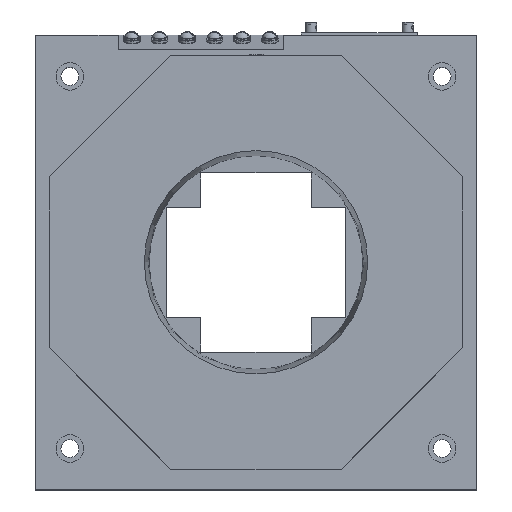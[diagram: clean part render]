
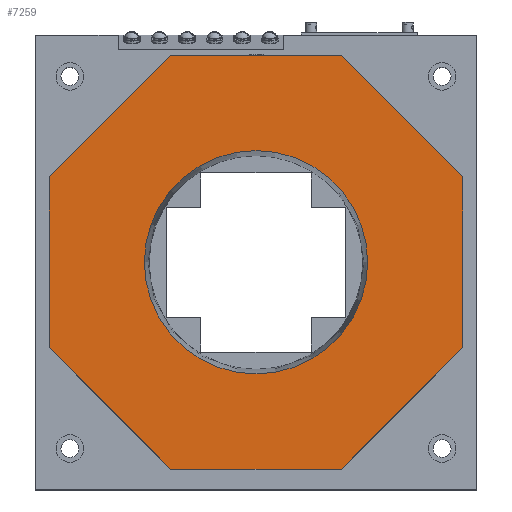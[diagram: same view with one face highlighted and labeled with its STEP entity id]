
A CAD part, top view. The second image highlights one B-rep face of the part: STEP entity #7259.
In plain terms, the highlighted planar face has unit normal (0, 0, 1).
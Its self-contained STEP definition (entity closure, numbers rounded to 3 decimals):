
#7259=ADVANCED_FACE('',(#15227,#15229),#15231,.T.);
#15227=FACE_BOUND('',#15228,.T.);
#15228=EDGE_LOOP('',(#23904,#23905,#23906,#23907,#23908,#23909,#23910,#23911));
#15229=FACE_BOUND('',#15230,.T.);
#15230=EDGE_LOOP('',(#23912));
#15231=PLANE('',#15232);
#15232=AXIS2_PLACEMENT_3D('',#15233,#15234,#15235);
#15233=CARTESIAN_POINT('',(0.,0.,105.));
#15234=DIRECTION('',(0.,0.,1.));
#15235=DIRECTION('',(-1.,0.,0.));
#23904=ORIENTED_EDGE('',*,*,#27663,.T.);
#23905=ORIENTED_EDGE('',*,*,#27716,.T.);
#23906=ORIENTED_EDGE('',*,*,#27714,.T.);
#23907=ORIENTED_EDGE('',*,*,#27712,.T.);
#23908=ORIENTED_EDGE('',*,*,#27710,.T.);
#23909=ORIENTED_EDGE('',*,*,#27708,.T.);
#23910=ORIENTED_EDGE('',*,*,#27667,.T.);
#23911=ORIENTED_EDGE('',*,*,#27665,.T.);
#23912=ORIENTED_EDGE('',*,*,#28729,.T.);
#27663=EDGE_CURVE('',#31476,#31474,#31477,.T.);
#27665=EDGE_CURVE('',#31479,#31476,#31480,.T.);
#27667=EDGE_CURVE('',#31482,#31479,#31483,.T.);
#27708=EDGE_CURVE('',#31563,#31482,#31564,.T.);
#27710=EDGE_CURVE('',#31566,#31563,#31567,.T.);
#27712=EDGE_CURVE('',#31569,#31566,#31570,.T.);
#27714=EDGE_CURVE('',#31572,#31569,#31573,.T.);
#27716=EDGE_CURVE('',#31474,#31572,#31575,.T.);
#28729=EDGE_CURVE('',#33141,#33141,#33142,.F.);
#31474=VERTEX_POINT('',#40223);
#31476=VERTEX_POINT('',#40227);
#31477=LINE('',#40228,#40229);
#31479=VERTEX_POINT('',#40234);
#31480=LINE('',#40235,#40236);
#31482=VERTEX_POINT('',#40241);
#31483=LINE('',#40242,#40243);
#31563=VERTEX_POINT('',#40408);
#31564=LINE('',#40409,#40410);
#31566=VERTEX_POINT('',#40415);
#31567=LINE('',#40416,#40417);
#31569=VERTEX_POINT('',#40422);
#31570=LINE('',#40423,#40424);
#31572=VERTEX_POINT('',#40429);
#31573=LINE('',#40430,#40431);
#31575=LINE('',#40436,#40437);
#33141=VERTEX_POINT('',#44278);
#33142=CIRCLE('',#44279,80.992);
#40223=CARTESIAN_POINT('',(-150.,-62.,105.));
#40227=CARTESIAN_POINT('',(-150.,62.,105.));
#40228=CARTESIAN_POINT('',(-150.,62.,105.));
#40229=VECTOR('',#40230,1.);
#40230=DIRECTION('',(0.,-1.,0.));
#40234=CARTESIAN_POINT('',(-62.,150.,105.));
#40235=CARTESIAN_POINT('',(-62.,150.,105.));
#40236=VECTOR('',#40237,1.);
#40237=DIRECTION('',(-0.707,-0.707,0.));
#40241=CARTESIAN_POINT('',(62.,150.,105.));
#40242=CARTESIAN_POINT('',(62.,150.,105.));
#40243=VECTOR('',#40244,1.);
#40244=DIRECTION('',(-1.,0.,0.));
#40408=CARTESIAN_POINT('',(150.,62.,105.));
#40409=CARTESIAN_POINT('',(150.,62.,105.));
#40410=VECTOR('',#40411,1.);
#40411=DIRECTION('',(-0.707,0.707,0.));
#40415=CARTESIAN_POINT('',(150.,-62.,105.));
#40416=CARTESIAN_POINT('',(150.,-62.,105.));
#40417=VECTOR('',#40418,1.);
#40418=DIRECTION('',(0.,1.,0.));
#40422=CARTESIAN_POINT('',(62.,-150.,105.));
#40423=CARTESIAN_POINT('',(62.,-150.,105.));
#40424=VECTOR('',#40425,1.);
#40425=DIRECTION('',(0.707,0.707,0.));
#40429=CARTESIAN_POINT('',(-62.,-150.,105.));
#40430=CARTESIAN_POINT('',(-62.,-150.,105.));
#40431=VECTOR('',#40432,1.);
#40432=DIRECTION('',(1.,0.,0.));
#40436=CARTESIAN_POINT('',(-150.,-62.,105.));
#40437=VECTOR('',#40438,1.);
#40438=DIRECTION('',(0.707,-0.707,0.));
#44278=CARTESIAN_POINT('',(-80.992,0.,105.));
#44279=AXIS2_PLACEMENT_3D('',#44280,#44281,#44282);
#44280=CARTESIAN_POINT('',(0.,0.,105.));
#44281=DIRECTION('',(0.,0.,1.));
#44282=DIRECTION('',(-1.,0.,0.));
